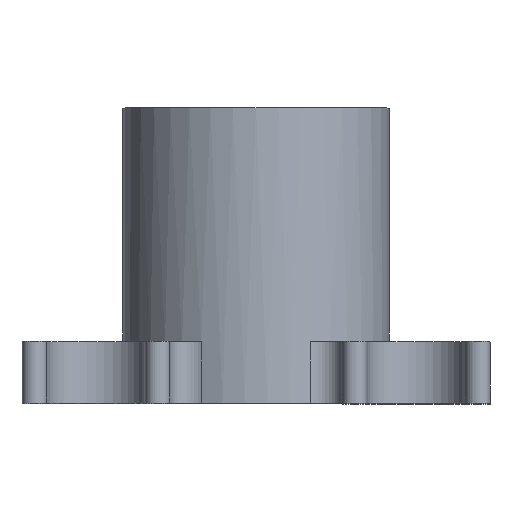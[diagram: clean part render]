
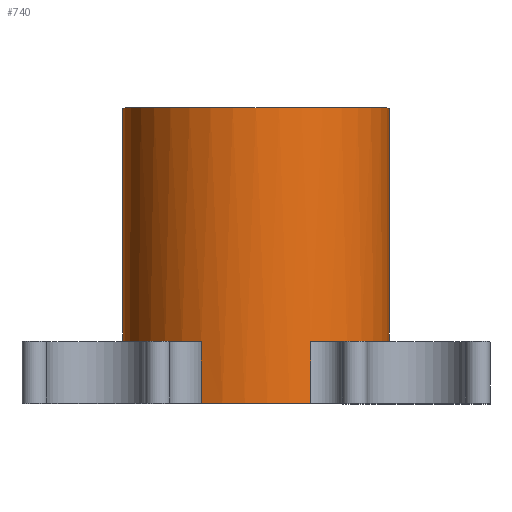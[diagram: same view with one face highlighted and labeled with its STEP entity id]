
A CAD part, top view. The second image highlights one B-rep face of the part: STEP entity #740.
In plain terms, the highlighted cylindrical face has radius 54 mm (diameter 108 mm), a full revolution.
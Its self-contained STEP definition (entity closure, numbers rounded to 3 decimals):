
#46=FACE_OUTER_BOUND('',#85,.T.);
#85=EDGE_LOOP('',(#498,#499,#500,#501,#502,#503,#504,#505,#506,#507,#508,
#509));
#138=LINE('',#1131,#199);
#139=LINE('',#1136,#200);
#140=LINE('',#1140,#201);
#141=LINE('',#1144,#202);
#142=LINE('',#1149,#203);
#199=VECTOR('',#890,10.);
#200=VECTOR('',#895,54.);
#201=VECTOR('',#898,10.);
#202=VECTOR('',#901,10.);
#203=VECTOR('',#906,10.);
#261=CIRCLE('',#796,54.);
#262=CIRCLE('',#797,54.);
#263=CIRCLE('',#798,54.);
#264=CIRCLE('',#799,54.);
#265=CIRCLE('',#800,54.);
#266=CIRCLE('',#801,54.);
#310=VERTEX_POINT('',#1125);
#312=VERTEX_POINT('',#1129);
#313=VERTEX_POINT('',#1133);
#314=VERTEX_POINT('',#1135);
#315=VERTEX_POINT('',#1137);
#316=VERTEX_POINT('',#1139);
#317=VERTEX_POINT('',#1141);
#318=VERTEX_POINT('',#1143);
#319=VERTEX_POINT('',#1146);
#320=VERTEX_POINT('',#1148);
#386=EDGE_CURVE('',#310,#312,#138,.T.);
#387=EDGE_CURVE('',#313,#313,#261,.T.);
#388=EDGE_CURVE('',#313,#314,#139,.T.);
#389=EDGE_CURVE('',#315,#314,#262,.T.);
#390=EDGE_CURVE('',#316,#315,#140,.T.);
#391=EDGE_CURVE('',#316,#317,#263,.T.);
#392=EDGE_CURVE('',#318,#317,#141,.T.);
#393=EDGE_CURVE('',#310,#318,#264,.T.);
#394=EDGE_CURVE('',#312,#319,#265,.T.);
#395=EDGE_CURVE('',#319,#320,#142,.T.);
#396=EDGE_CURVE('',#314,#320,#266,.T.);
#498=ORIENTED_EDGE('',*,*,#387,.T.);
#499=ORIENTED_EDGE('',*,*,#388,.T.);
#500=ORIENTED_EDGE('',*,*,#389,.F.);
#501=ORIENTED_EDGE('',*,*,#390,.F.);
#502=ORIENTED_EDGE('',*,*,#391,.T.);
#503=ORIENTED_EDGE('',*,*,#392,.F.);
#504=ORIENTED_EDGE('',*,*,#393,.F.);
#505=ORIENTED_EDGE('',*,*,#386,.T.);
#506=ORIENTED_EDGE('',*,*,#394,.T.);
#507=ORIENTED_EDGE('',*,*,#395,.T.);
#508=ORIENTED_EDGE('',*,*,#396,.F.);
#509=ORIENTED_EDGE('',*,*,#388,.F.);
#717=CYLINDRICAL_SURFACE('',#795,54.);
#740=ADVANCED_FACE('',(#46),#717,.T.);
#795=AXIS2_PLACEMENT_3D('',#1132,#891,#892);
#796=AXIS2_PLACEMENT_3D('',#1134,#893,#894);
#797=AXIS2_PLACEMENT_3D('',#1138,#896,#897);
#798=AXIS2_PLACEMENT_3D('',#1142,#899,#900);
#799=AXIS2_PLACEMENT_3D('',#1145,#902,#903);
#800=AXIS2_PLACEMENT_3D('',#1147,#904,#905);
#801=AXIS2_PLACEMENT_3D('',#1150,#907,#908);
#890=DIRECTION('',(0.,-1.,0.));
#891=DIRECTION('center_axis',(0.,-1.,0.));
#892=DIRECTION('ref_axis',(-1.,0.,0.));
#893=DIRECTION('center_axis',(0.,-1.,0.));
#894=DIRECTION('ref_axis',(-1.,0.,0.));
#895=DIRECTION('',(0.,-1.,0.));
#896=DIRECTION('center_axis',(0.,-1.,0.));
#897=DIRECTION('ref_axis',(-1.,0.,0.));
#898=DIRECTION('',(0.,1.,0.));
#899=DIRECTION('center_axis',(0.,1.,0.));
#900=DIRECTION('ref_axis',(-1.,0.,0.));
#901=DIRECTION('',(0.,-1.,0.));
#902=DIRECTION('center_axis',(0.,-1.,0.));
#903=DIRECTION('ref_axis',(-1.,0.,0.));
#904=DIRECTION('center_axis',(0.,1.,0.));
#905=DIRECTION('ref_axis',(1.,0.,0.));
#906=DIRECTION('',(0.,1.,0.));
#907=DIRECTION('center_axis',(0.,-1.,0.));
#908=DIRECTION('ref_axis',(-1.,0.,0.));
#1125=CARTESIAN_POINT('',(-22.285,40.,49.187));
#1129=CARTESIAN_POINT('',(-22.285,15.,49.187));
#1131=CARTESIAN_POINT('',(-22.285,28.,49.187));
#1132=CARTESIAN_POINT('Origin',(0.,28.,0.));
#1133=CARTESIAN_POINT('',(54.,135.,0.));
#1134=CARTESIAN_POINT('Origin',(0.,135.,0.));
#1135=CARTESIAN_POINT('',(54.,40.,0.));
#1136=CARTESIAN_POINT('',(54.,28.,0.));
#1137=CARTESIAN_POINT('',(23.259,40.,-48.734));
#1138=CARTESIAN_POINT('Origin',(0.,40.,0.));
#1139=CARTESIAN_POINT('',(23.259,15.,-48.734));
#1140=CARTESIAN_POINT('',(23.259,28.,-48.734));
#1141=CARTESIAN_POINT('',(-54.,15.,0.));
#1142=CARTESIAN_POINT('Origin',(0.,15.,0.));
#1143=CARTESIAN_POINT('',(-54.,40.,0.));
#1144=CARTESIAN_POINT('',(-54.,28.,0.));
#1145=CARTESIAN_POINT('Origin',(0.,40.,0.));
#1146=CARTESIAN_POINT('',(22.285,15.,49.187));
#1147=CARTESIAN_POINT('Origin',(0.,15.,0.));
#1148=CARTESIAN_POINT('',(22.285,40.,49.187));
#1149=CARTESIAN_POINT('',(22.285,15.,49.187));
#1150=CARTESIAN_POINT('Origin',(0.,40.,0.));
